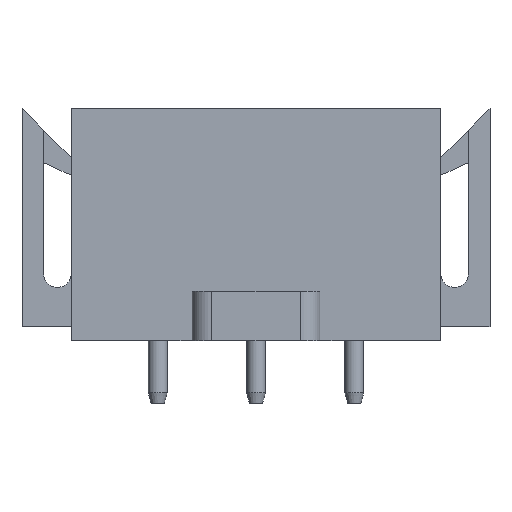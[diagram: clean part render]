
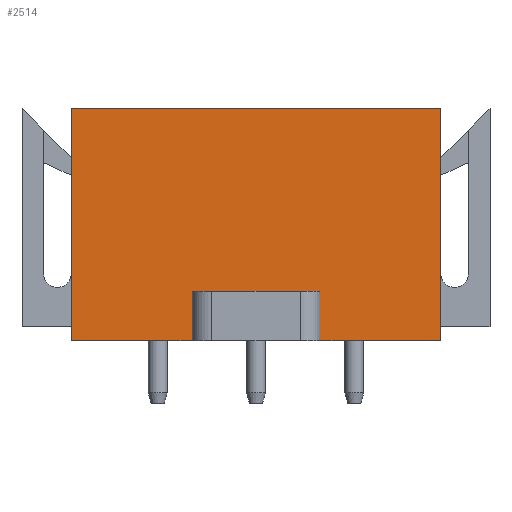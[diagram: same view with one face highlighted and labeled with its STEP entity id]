
A CAD part, left-side view. The second image highlights one B-rep face of the part: STEP entity #2514.
In plain terms, the highlighted planar face has unit normal (-1, 0, 0).
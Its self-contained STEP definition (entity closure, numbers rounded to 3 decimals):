
#2469=AXIS2_PLACEMENT_3D('Plane Axis2P3D',#2466,#2467,#2468) ;
#2212=CARTESIAN_POINT('Vertex',(4.95,2.5,15.)) ;
#2215=CARTESIAN_POINT('Line Origine',(4.95,2.5,9.1)) ;
#2219=CARTESIAN_POINT('Vertex',(4.95,2.5,3.2)) ;
#2333=CARTESIAN_POINT('Vertex',(4.95,21.3,15.)) ;
#2336=CARTESIAN_POINT('Line Origine',(4.95,11.9,15.)) ;
#2418=CARTESIAN_POINT('Vertex',(4.95,21.3,3.2)) ;
#2421=CARTESIAN_POINT('Line Origine',(4.95,21.3,9.1)) ;
#2466=CARTESIAN_POINT('Axis2P3D Location',(4.95,21.3,0.)) ;
#2471=CARTESIAN_POINT('Line Origine',(4.95,5.575,3.2)) ;
#2475=CARTESIAN_POINT('Vertex',(4.95,8.65,3.2)) ;
#2478=CARTESIAN_POINT('Line Origine',(4.95,18.225,3.2)) ;
#2482=CARTESIAN_POINT('Vertex',(4.95,15.15,3.2)) ;
#2485=CARTESIAN_POINT('Line Origine',(4.95,15.15,4.45)) ;
#2489=CARTESIAN_POINT('Vertex',(4.95,15.15,5.7)) ;
#2492=CARTESIAN_POINT('Line Origine',(4.95,11.9,5.7)) ;
#2496=CARTESIAN_POINT('Vertex',(4.95,8.65,5.7)) ;
#2499=CARTESIAN_POINT('Line Origine',(4.95,8.65,4.45)) ;
#2216=DIRECTION('Vector Direction',(0.,0.,1.)) ;
#2337=DIRECTION('Vector Direction',(0.,-1.,0.)) ;
#2422=DIRECTION('Vector Direction',(0.,0.,1.)) ;
#2467=DIRECTION('Axis2P3D Direction',(-1.,0.,0.)) ;
#2468=DIRECTION('Axis2P3D XDirection',(0.,-1.,0.)) ;
#2472=DIRECTION('Vector Direction',(0.,-1.,0.)) ;
#2479=DIRECTION('Vector Direction',(0.,-1.,0.)) ;
#2486=DIRECTION('Vector Direction',(0.,0.,1.)) ;
#2493=DIRECTION('Vector Direction',(0.,-1.,0.)) ;
#2500=DIRECTION('Vector Direction',(0.,0.,1.)) ;
#2217=VECTOR('Line Direction',#2216,1.) ;
#2338=VECTOR('Line Direction',#2337,1.) ;
#2423=VECTOR('Line Direction',#2422,1.) ;
#2473=VECTOR('Line Direction',#2472,1.) ;
#2480=VECTOR('Line Direction',#2479,1.) ;
#2487=VECTOR('Line Direction',#2486,1.) ;
#2494=VECTOR('Line Direction',#2493,1.) ;
#2501=VECTOR('Line Direction',#2500,1.) ;
#2505=ORIENTED_EDGE('',*,*,#2477,.T.) ;
#2506=ORIENTED_EDGE('',*,*,#2221,.T.) ;
#2507=ORIENTED_EDGE('',*,*,#2340,.F.) ;
#2508=ORIENTED_EDGE('',*,*,#2425,.F.) ;
#2509=ORIENTED_EDGE('',*,*,#2484,.T.) ;
#2510=ORIENTED_EDGE('',*,*,#2491,.T.) ;
#2511=ORIENTED_EDGE('',*,*,#2498,.F.) ;
#2512=ORIENTED_EDGE('',*,*,#2503,.F.) ;
#2514=ADVANCED_FACE('Hauptkoerper',(#2513),#2470,.T.) ;
#2221=EDGE_CURVE('',#2220,#2213,#2218,.T.) ;
#2340=EDGE_CURVE('',#2334,#2213,#2339,.T.) ;
#2425=EDGE_CURVE('',#2419,#2334,#2424,.T.) ;
#2477=EDGE_CURVE('',#2476,#2220,#2474,.T.) ;
#2484=EDGE_CURVE('',#2419,#2483,#2481,.T.) ;
#2491=EDGE_CURVE('',#2483,#2490,#2488,.T.) ;
#2498=EDGE_CURVE('',#2497,#2490,#2495,.F.) ;
#2503=EDGE_CURVE('',#2476,#2497,#2502,.T.) ;
#2504=EDGE_LOOP('',(#2505,#2506,#2507,#2508,#2509,#2510,#2511,#2512)) ;
#2513=FACE_OUTER_BOUND('',#2504,.T.) ;
#2218=LINE('Line',#2215,#2217) ;
#2339=LINE('Line',#2336,#2338) ;
#2424=LINE('Line',#2421,#2423) ;
#2474=LINE('Line',#2471,#2473) ;
#2481=LINE('Line',#2478,#2480) ;
#2488=LINE('Line',#2485,#2487) ;
#2495=LINE('Line',#2492,#2494) ;
#2502=LINE('Line',#2499,#2501) ;
#2470=PLANE('',#2469) ;
#2213=VERTEX_POINT('',#2212) ;
#2220=VERTEX_POINT('',#2219) ;
#2334=VERTEX_POINT('',#2333) ;
#2419=VERTEX_POINT('',#2418) ;
#2476=VERTEX_POINT('',#2475) ;
#2483=VERTEX_POINT('',#2482) ;
#2490=VERTEX_POINT('',#2489) ;
#2497=VERTEX_POINT('',#2496) ;
